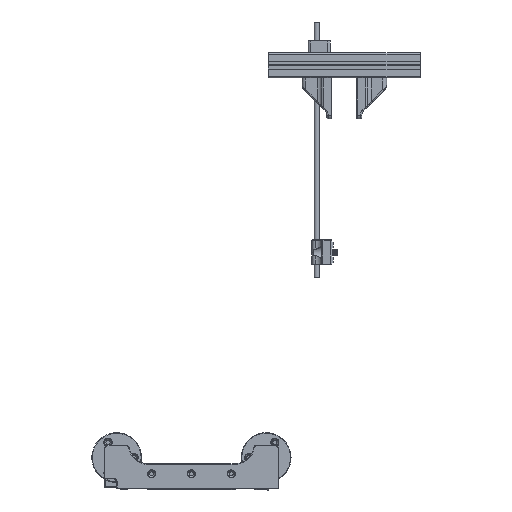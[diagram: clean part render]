
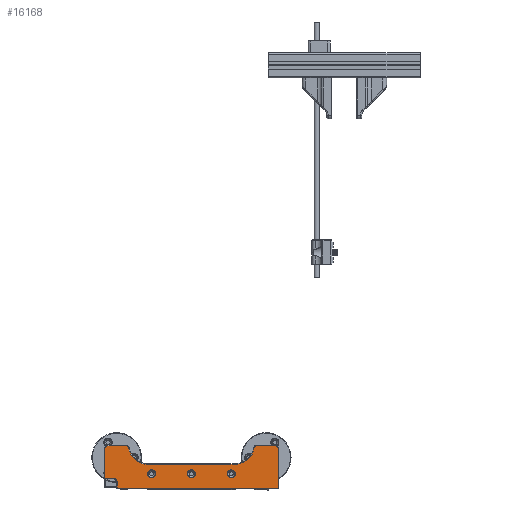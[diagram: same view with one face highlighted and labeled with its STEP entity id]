
A CAD part, left-side view. The second image highlights one B-rep face of the part: STEP entity #16168.
In plain terms, the highlighted planar face has unit normal (-1, 0, 0).
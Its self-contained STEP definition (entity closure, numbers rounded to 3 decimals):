
#1289=FACE_BOUND('',#3300,.T.);
#1290=FACE_BOUND('',#3301,.T.);
#1291=FACE_BOUND('',#3302,.T.);
#1636=CIRCLE('',#17732,3.2);
#1637=CIRCLE('',#17734,3.4);
#1638=CIRCLE('',#17735,2.6);
#1639=CIRCLE('',#17736,2.6);
#1640=CIRCLE('',#17737,15.4);
#1641=CIRCLE('',#17738,15.4);
#1642=CIRCLE('',#17739,2.6);
#1643=CIRCLE('',#17740,2.6);
#1644=CIRCLE('',#17741,3.2);
#1645=CIRCLE('',#17742,3.2);
#2307=FACE_OUTER_BOUND('',#3299,.T.);
#3299=EDGE_LOOP('',(#11205,#11206,#11207,#11208,#11209,#11210,#11211,#11212,
#11213,#11214,#11215,#11216,#11217,#11218,#11219));
#3300=EDGE_LOOP('',(#11220));
#3301=EDGE_LOOP('',(#11221));
#3302=EDGE_LOOP('',(#11222));
#4439=LINE('',#24895,#5988);
#4440=LINE('',#24897,#5989);
#4441=LINE('',#24901,#5990);
#4442=LINE('',#24903,#5991);
#4443=LINE('',#24905,#5992);
#4444=LINE('',#24909,#5993);
#4445=LINE('',#24915,#5994);
#4446=LINE('',#24921,#5995);
#5988=VECTOR('',#19680,10.);
#5989=VECTOR('',#19681,10.);
#5990=VECTOR('',#19684,10.);
#5991=VECTOR('',#19685,10.);
#5992=VECTOR('',#19686,10.);
#5993=VECTOR('',#19689,10.);
#5994=VECTOR('',#19694,10.);
#5995=VECTOR('',#19699,10.);
#7537=VERTEX_POINT('',#24889);
#7538=VERTEX_POINT('',#24893);
#7539=VERTEX_POINT('',#24894);
#7540=VERTEX_POINT('',#24896);
#7541=VERTEX_POINT('',#24898);
#7542=VERTEX_POINT('',#24900);
#7543=VERTEX_POINT('',#24902);
#7544=VERTEX_POINT('',#24904);
#7545=VERTEX_POINT('',#24906);
#7546=VERTEX_POINT('',#24908);
#7547=VERTEX_POINT('',#24910);
#7548=VERTEX_POINT('',#24912);
#7549=VERTEX_POINT('',#24914);
#7550=VERTEX_POINT('',#24916);
#7551=VERTEX_POINT('',#24918);
#7552=VERTEX_POINT('',#24920);
#7553=VERTEX_POINT('',#24923);
#7554=VERTEX_POINT('',#24925);
#8910=EDGE_CURVE('',#7537,#7537,#1636,.T.);
#8911=EDGE_CURVE('',#7538,#7539,#4439,.T.);
#8912=EDGE_CURVE('',#7540,#7538,#4440,.T.);
#8913=EDGE_CURVE('',#7541,#7540,#1637,.T.);
#8914=EDGE_CURVE('',#7542,#7541,#4441,.T.);
#8915=EDGE_CURVE('',#7543,#7542,#4442,.T.);
#8916=EDGE_CURVE('',#7544,#7543,#4443,.T.);
#8917=EDGE_CURVE('',#7545,#7544,#1638,.T.);
#8918=EDGE_CURVE('',#7546,#7545,#4444,.T.);
#8919=EDGE_CURVE('',#7547,#7546,#1639,.T.);
#8920=EDGE_CURVE('',#7548,#7547,#1640,.T.);
#8921=EDGE_CURVE('',#7549,#7548,#4445,.T.);
#8922=EDGE_CURVE('',#7550,#7549,#1641,.T.);
#8923=EDGE_CURVE('',#7551,#7550,#1642,.T.);
#8924=EDGE_CURVE('',#7552,#7551,#4446,.T.);
#8925=EDGE_CURVE('',#7539,#7552,#1643,.T.);
#8926=EDGE_CURVE('',#7553,#7553,#1644,.T.);
#8927=EDGE_CURVE('',#7554,#7554,#1645,.T.);
#11205=ORIENTED_EDGE('',*,*,#8911,.F.);
#11206=ORIENTED_EDGE('',*,*,#8912,.F.);
#11207=ORIENTED_EDGE('',*,*,#8913,.F.);
#11208=ORIENTED_EDGE('',*,*,#8914,.F.);
#11209=ORIENTED_EDGE('',*,*,#8915,.F.);
#11210=ORIENTED_EDGE('',*,*,#8916,.F.);
#11211=ORIENTED_EDGE('',*,*,#8917,.F.);
#11212=ORIENTED_EDGE('',*,*,#8918,.F.);
#11213=ORIENTED_EDGE('',*,*,#8919,.F.);
#11214=ORIENTED_EDGE('',*,*,#8920,.F.);
#11215=ORIENTED_EDGE('',*,*,#8921,.F.);
#11216=ORIENTED_EDGE('',*,*,#8922,.F.);
#11217=ORIENTED_EDGE('',*,*,#8923,.F.);
#11218=ORIENTED_EDGE('',*,*,#8924,.F.);
#11219=ORIENTED_EDGE('',*,*,#8925,.F.);
#11220=ORIENTED_EDGE('',*,*,#8926,.F.);
#11221=ORIENTED_EDGE('',*,*,#8927,.F.);
#11222=ORIENTED_EDGE('',*,*,#8910,.F.);
#15580=PLANE('',#17733);
#16168=ADVANCED_FACE('',(#2307,#1289,#1290,#1291),#15580,.T.);
#17732=AXIS2_PLACEMENT_3D('',#24891,#19676,#19677);
#17733=AXIS2_PLACEMENT_3D('',#24892,#19678,#19679);
#17734=AXIS2_PLACEMENT_3D('',#24899,#19682,#19683);
#17735=AXIS2_PLACEMENT_3D('',#24907,#19687,#19688);
#17736=AXIS2_PLACEMENT_3D('',#24911,#19690,#19691);
#17737=AXIS2_PLACEMENT_3D('',#24913,#19692,#19693);
#17738=AXIS2_PLACEMENT_3D('',#24917,#19695,#19696);
#17739=AXIS2_PLACEMENT_3D('',#24919,#19697,#19698);
#17740=AXIS2_PLACEMENT_3D('',#24922,#19700,#19701);
#17741=AXIS2_PLACEMENT_3D('',#24924,#19702,#19703);
#17742=AXIS2_PLACEMENT_3D('',#24926,#19704,#19705);
#19676=DIRECTION('center_axis',(-1.,0.,0.));
#19677=DIRECTION('ref_axis',(0.,-1.,0.));
#19678=DIRECTION('center_axis',(-1.,0.,0.));
#19679=DIRECTION('ref_axis',(0.,-1.,0.));
#19680=DIRECTION('',(0.,0.,1.));
#19681=DIRECTION('',(0.,1.,0.));
#19682=DIRECTION('center_axis',(-1.,0.,0.));
#19683=DIRECTION('ref_axis',(0.,-0.707,0.707));
#19684=DIRECTION('',(0.,0.,1.));
#19685=DIRECTION('',(0.,1.,0.));
#19686=DIRECTION('',(0.,0.,-1.));
#19687=DIRECTION('center_axis',(1.,0.,0.));
#19688=DIRECTION('ref_axis',(0.,-0.707,0.707));
#19689=DIRECTION('',(0.,-1.,0.));
#19690=DIRECTION('center_axis',(1.,0.,0.));
#19691=DIRECTION('ref_axis',(0.,0.645,0.764));
#19692=DIRECTION('center_axis',(-1.,0.,0.));
#19693=DIRECTION('ref_axis',(0.,-0.707,-0.707));
#19694=DIRECTION('',(0.,-1.,0.));
#19695=DIRECTION('center_axis',(-1.,0.,0.));
#19696=DIRECTION('ref_axis',(0.,0.707,-0.707));
#19697=DIRECTION('center_axis',(1.,0.,0.));
#19698=DIRECTION('ref_axis',(0.,-0.645,0.764));
#19699=DIRECTION('',(0.,-1.,0.));
#19700=DIRECTION('center_axis',(1.,0.,0.));
#19701=DIRECTION('ref_axis',(0.,0.707,0.707));
#19702=DIRECTION('center_axis',(-1.,0.,0.));
#19703=DIRECTION('ref_axis',(0.,-1.,0.));
#19704=DIRECTION('center_axis',(-1.,0.,0.));
#19705=DIRECTION('ref_axis',(0.,-1.,0.));
#24889=CARTESIAN_POINT('',(-19.,26.04,11.978));
#24891=CARTESIAN_POINT('Origin',(-19.,22.84,11.978));
#24892=CARTESIAN_POINT('Origin',(-19.,-9.16,17.478));
#24893=CARTESIAN_POINT('',(-19.,60.44,8.378));
#24894=CARTESIAN_POINT('',(-19.,60.44,31.978));
#24895=CARTESIAN_POINT('',(-19.,60.44,8.728));
#24896=CARTESIAN_POINT('',(-19.,53.84,8.378));
#24897=CARTESIAN_POINT('',(-19.,25.84,8.378));
#24898=CARTESIAN_POINT('',(-19.,50.44,4.978));
#24899=CARTESIAN_POINT('Origin',(-19.,53.84,4.978));
#24900=CARTESIAN_POINT('',(-19.,50.44,0.378));
#24901=CARTESIAN_POINT('',(-19.,50.44,12.728));
#24902=CARTESIAN_POINT('',(-19.,-78.76,0.378));
#24903=CARTESIAN_POINT('',(-19.,-44.16,0.378));
#24904=CARTESIAN_POINT('',(-19.,-78.76,31.978));
#24905=CARTESIAN_POINT('',(-19.,-78.76,26.228));
#24906=CARTESIAN_POINT('',(-19.,-76.16,34.578));
#24907=CARTESIAN_POINT('Origin',(-19.,-76.16,31.978));
#24908=CARTESIAN_POINT('',(-19.,-61.908,34.578));
#24909=CARTESIAN_POINT('',(-19.,-34.16,34.578));
#24910=CARTESIAN_POINT('',(-19.,-59.344,32.412));
#24911=CARTESIAN_POINT('Origin',(-19.,-61.908,31.978));
#24912=CARTESIAN_POINT('',(-19.,-44.16,19.578));
#24913=CARTESIAN_POINT('Origin',(-19.,-44.16,34.978));
#24914=CARTESIAN_POINT('',(-19.,25.84,19.578));
#24915=CARTESIAN_POINT('',(-19.,15.84,19.578));
#24916=CARTESIAN_POINT('',(-19.,41.025,32.412));
#24917=CARTESIAN_POINT('Origin',(-19.,25.84,34.978));
#24918=CARTESIAN_POINT('',(-19.,43.589,34.578));
#24919=CARTESIAN_POINT('Origin',(-19.,43.589,31.978));
#24920=CARTESIAN_POINT('',(-19.,57.84,34.578));
#24921=CARTESIAN_POINT('',(-19.,25.84,34.578));
#24922=CARTESIAN_POINT('Origin',(-19.,57.84,31.978));
#24923=CARTESIAN_POINT('',(-19.,-5.96,11.978));
#24924=CARTESIAN_POINT('Origin',(-19.,-9.16,11.978));
#24925=CARTESIAN_POINT('',(-19.,-37.96,11.978));
#24926=CARTESIAN_POINT('Origin',(-19.,-41.16,11.978));
